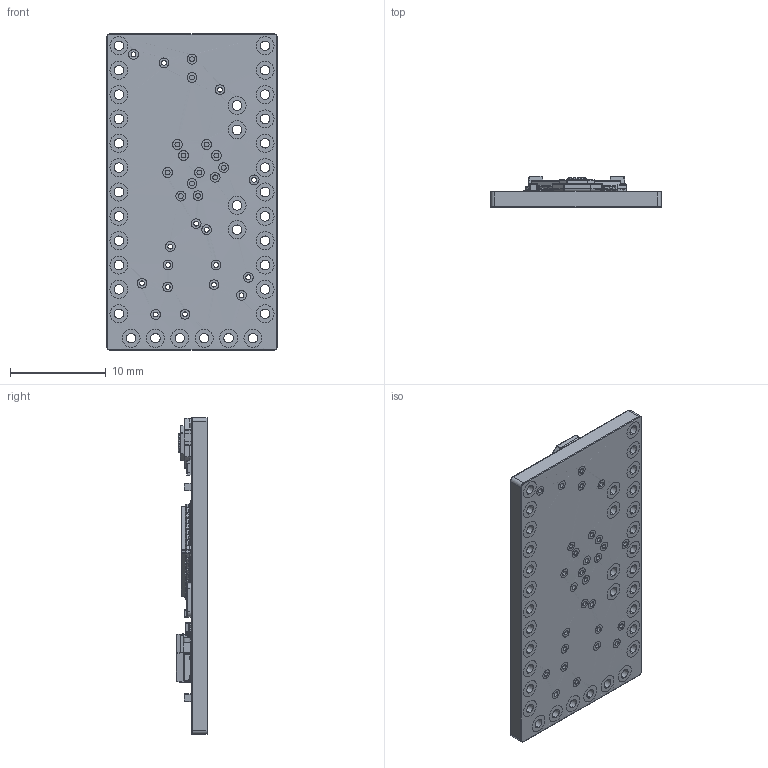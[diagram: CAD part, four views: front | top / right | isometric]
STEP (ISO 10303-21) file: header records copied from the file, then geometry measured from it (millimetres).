
FILE_DESCRIPTION(/* description */ ('STEP AP242','CAx-IF Rec.Pracs.---Representation and Presentation of Product Manufacturing Information (PMI)---4.0---2014-10-13','CAx-IF Rec.Pracs.---3D Tessellated Geometry---0.4---2014-09-14','2;1','CAx-IF Rec.Pracs.---User Defined Attributes---1.5---2016-08-15'),/* implementation_level */ '2;1');
FILE_NAME(/* name */ '690c1f4f65b2ee84fa8aa356',/* time_stamp */ '2025-11-06T04:09:01Z',/* author */ (''),/* organization */ (''),/* preprocessor_version */ 'ST-DEVELOPER v20',/* originating_system */ 'ONSHAPE BY PTC INC, 1.206',/* authorisation */ ' ');
FILE_SCHEMA (('AP242_MANAGED_MODEL_BASED_3D_ENGINEERING_MIM_LF { 1 0 10303 442 1 1 4 }'));
Products named in the file (28): ASSEMBLY; cap_603; res_603; condensateurTantale_106C_D�faut; Surface Mount Chip LED 3.2x1.6mm; SOT23-5; ATmega; TACTILE-SWITCH-SMD-ALT01; board; Crystal_Low_Profile <1>; Fusion001
Assembly tree (52 placements, depth 3):
  ASSEMBLY
    cap_603  x4
    res_603  x3
    cap_603  x4
    condensateurTantale_106C_D�faut  x2
    res_603  x3
    cap_603  x4
    Surface Mount Chip LED 3.2x1.6mm  x2
    condensateurTantale_106C_D�faut  x2
    Surface Mount Chip LED 3.2x1.6mm  x2
    condensateurTantale_106C_D�faut  x2
    Surface Mount Chip LED 3.2x1.6mm  x2
    SOT23-5
    Surface Mount Chip LED 3.2x1.6mm  x2
    Surface Mount Chip LED 3.2x1.6mm  x2
    res_603  x3
    Surface Mount Chip LED 3.2x1.6mm  x2
    SOT23-5
    Surface Mount Chip LED 3.2x1.6mm  x2
    SOT23-5
    SOT23-5
    SOT23-5
    ATmega
    TACTILE-SWITCH-SMD-ALT01
    board
    Crystal_Low_Profile <1>
      Fusion001
    SOT23-5
Bounding box: 17.78 x 3.26 x 33.02 mm (x, y, z)
Volume: 1019.1 mm3; surface area: 1936.8 mm2
Topology: 51 solids, 51 shells, 2844 faces, 7018 edges, 4154 vertices
Faces by surface type: cylinder 1284, plane 854, torus 309, sphere 304, bspline 91, cone 2
Entity records: 76253 total; most frequent: CARTESIAN_POINT 16539, DIRECTION 12633, ORIENTED_EDGE 11196, EDGE_CURVE 5598, AXIS2_PLACEMENT_3D 5010, VERTEX_POINT 3486, EDGE_LOOP 2628, FACE_BOUND 2628
